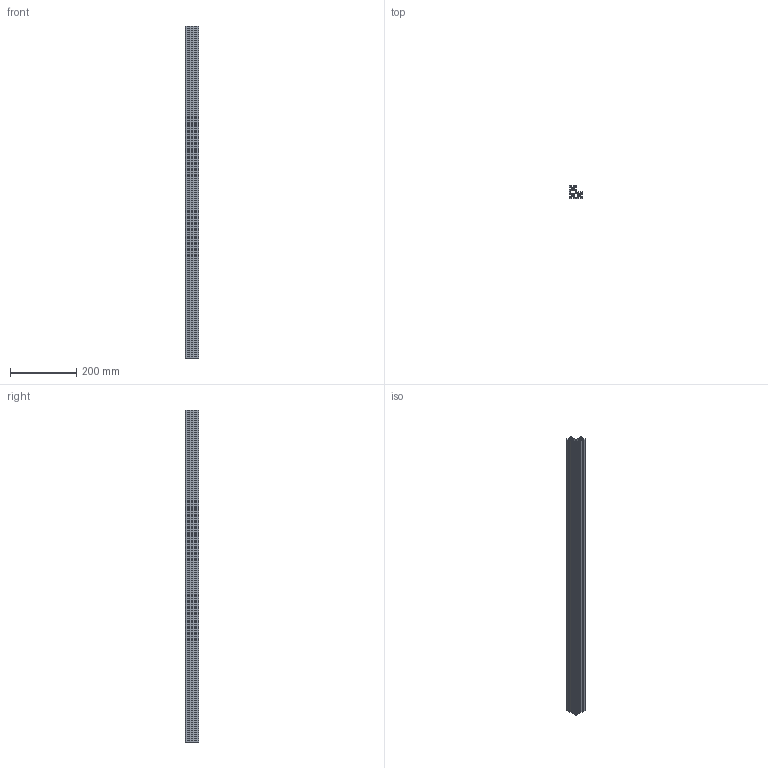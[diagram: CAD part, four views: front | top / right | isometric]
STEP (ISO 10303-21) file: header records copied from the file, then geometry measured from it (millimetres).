
FILE_DESCRIPTION (( 'STEP AP214' ), '1' );
FILE_NAME ('244.22X Êîíñòðóêöèîííûé ïðîôèëü 20.40õ40.22.STEP', '2019-10-29T09:16:29', ( 'Windows User' ), ( '' ), 'SwSTEP 2.0', 'SolidWorks 2019', '' );
FILE_SCHEMA (( 'AUTOMOTIVE_DESIGN' ));
Length unit declared in the file: millimetre
Products named in the file (1): 244.22X Êîíñòðóêöèîííûé ïðîôèëü 20.40õ40.22
Bounding box: 40 x 40 x 1000 mm (x, y, z)
Volume: 477259 mm3; surface area: 425128.9 mm2
Topology: 1 solids, 1 shells, 315 faces, 939 edges, 626 vertices
Faces by surface type: plane 168, cylinder 147
Entity records: 10701 total; most frequent: CARTESIAN_POINT 1881, ORIENTED_EDGE 1878, DIRECTION 1865, EDGE_CURVE 939, LINE 645, VECTOR 645, VERTEX_POINT 626, AXIS2_PLACEMENT_3D 610
